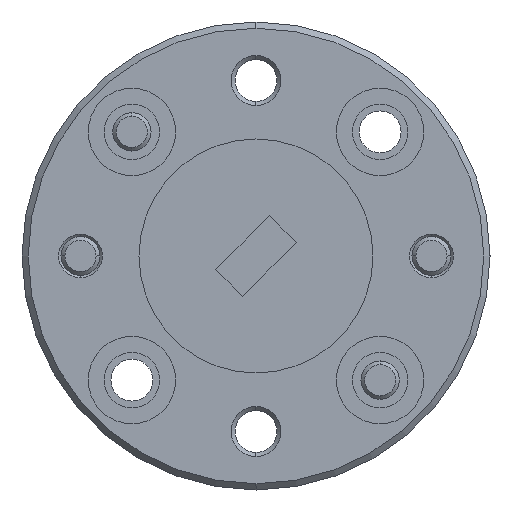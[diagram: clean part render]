
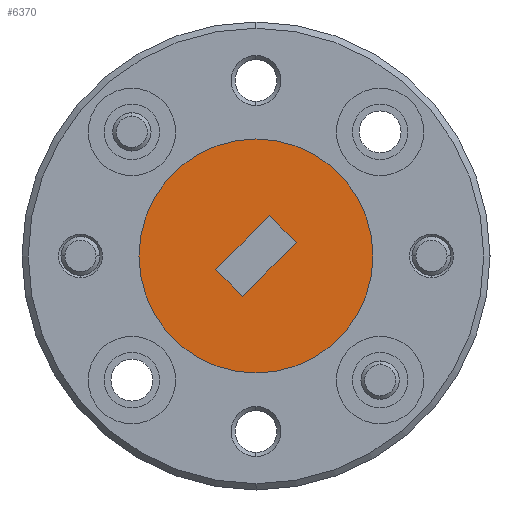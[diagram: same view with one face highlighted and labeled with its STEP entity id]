
A CAD part, left-side view. The second image highlights one B-rep face of the part: STEP entity #6370.
In plain terms, the highlighted planar face has unit normal (-1, 0, 0).
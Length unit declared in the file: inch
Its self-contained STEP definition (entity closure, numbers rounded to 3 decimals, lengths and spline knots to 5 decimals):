
#115 = CARTESIAN_POINT ( 'NONE',  ( 2.75, 0.02157, -0.0647 ) ) ;
#159 = EDGE_CURVE ( 'NONE', #2069, #6335, #6539, .T. ) ;
#262 = ORIENTED_EDGE ( 'NONE', *, *, #304, .T. ) ;
#304 = EDGE_CURVE ( 'NONE', #427, #3227, #1402, .T. ) ;
#314 = ORIENTED_EDGE ( 'NONE', *, *, #2058, .F. ) ;
#427 = VERTEX_POINT ( 'NONE', #4289 ) ;
#523 = DIRECTION ( 'NONE',  ( -1., 0., 0. ) ) ;
#639 = CIRCLE ( 'NONE', #6609, 0.1875 ) ;
#752 = EDGE_CURVE ( 'NONE', #1740, #2069, #4839, .T. ) ;
#773 = FACE_BOUND ( 'NONE', #6624, .T. ) ;
#1059 = DIRECTION ( 'NONE',  ( 0., -0.707, 0.707 ) ) ;
#1128 = CARTESIAN_POINT ( 'NONE',  ( 2.75, -0.0647, 0.02157 ) ) ;
#1181 = LINE ( 'NONE', #2401, #3871 ) ;
#1249 = CARTESIAN_POINT ( 'NONE',  ( 2.75, -0.02157, 0.0647 ) ) ;
#1402 = CIRCLE ( 'NONE', #5607, 0.1875 ) ;
#1446 = DIRECTION ( 'NONE',  ( 0., -0.707, -0.707 ) ) ;
#1637 = DIRECTION ( 'NONE',  ( 1., 0., 0. ) ) ;
#1650 = ORIENTED_EDGE ( 'NONE', *, *, #6776, .T. ) ;
#1740 = VERTEX_POINT ( 'NONE', #1249 ) ;
#1909 = ORIENTED_EDGE ( 'NONE', *, *, #752, .F. ) ;
#1981 = AXIS2_PLACEMENT_3D ( 'NONE', #3858, #1637, #5440 ) ;
#2058 = EDGE_CURVE ( 'NONE', #6335, #4264, #2871, .T. ) ;
#2069 = VERTEX_POINT ( 'NONE', #2692 ) ;
#2401 = CARTESIAN_POINT ( 'NONE',  ( 2.75, -0.02157, 0.0647 ) ) ;
#2692 = CARTESIAN_POINT ( 'NONE',  ( 2.75, 0.0647, -0.02157 ) ) ;
#2871 = LINE ( 'NONE', #5286, #4739 ) ;
#3113 = EDGE_CURVE ( 'NONE', #4264, #1740, #1181, .T. ) ;
#3227 = VERTEX_POINT ( 'NONE', #6329 ) ;
#3301 = PLANE ( 'NONE',  #1981 ) ;
#3404 = ORIENTED_EDGE ( 'NONE', *, *, #159, .F. ) ;
#3460 = DIRECTION ( 'NONE',  ( 0., 0.707, 0.707 ) ) ;
#3858 = CARTESIAN_POINT ( 'NONE',  ( 2.75, 0.1875, 0. ) ) ;
#3871 = VECTOR ( 'NONE', #3460, 39.37008 ) ;
#4084 = ORIENTED_EDGE ( 'NONE', *, *, #3113, .F. ) ;
#4106 = CARTESIAN_POINT ( 'NONE',  ( 2.75, -0.02157, 0.0647 ) ) ;
#4167 = CARTESIAN_POINT ( 'NONE',  ( 2.75, 0., 0. ) ) ;
#4264 = VERTEX_POINT ( 'NONE', #1128 ) ;
#4289 = CARTESIAN_POINT ( 'NONE',  ( 2.75, 0., -0.1875 ) ) ;
#4733 = DIRECTION ( 'NONE',  ( 0., 0., 1. ) ) ;
#4739 = VECTOR ( 'NONE', #1059, 39.37008 ) ;
#4771 = VECTOR ( 'NONE', #1446, 39.37008 ) ;
#4829 = CARTESIAN_POINT ( 'NONE',  ( 2.75, 0., 0. ) ) ;
#4839 = LINE ( 'NONE', #4106, #6766 ) ;
#5138 = DIRECTION ( 'NONE',  ( 0., 0.707, -0.707 ) ) ;
#5286 = CARTESIAN_POINT ( 'NONE',  ( 2.75, -0.0647, 0.02157 ) ) ;
#5440 = DIRECTION ( 'NONE',  ( 0., 0., 1. ) ) ;
#5535 = EDGE_LOOP ( 'NONE', ( #1650, #262 ) ) ;
#5607 = AXIS2_PLACEMENT_3D ( 'NONE', #4167, #6235, #4733 ) ;
#5815 = DIRECTION ( 'NONE',  ( 0., 0., 1. ) ) ;
#6161 = CARTESIAN_POINT ( 'NONE',  ( 2.75, 0.0647, -0.02157 ) ) ;
#6235 = DIRECTION ( 'NONE',  ( -1., 0., 0. ) ) ;
#6329 = CARTESIAN_POINT ( 'NONE',  ( 2.75, 0., 0.1875 ) ) ;
#6335 = VERTEX_POINT ( 'NONE', #115 ) ;
#6370 = ADVANCED_FACE ( 'NONE', ( #773, #6423 ), #3301, .F. ) ;
#6423 = FACE_OUTER_BOUND ( 'NONE', #5535, .T. ) ;
#6539 = LINE ( 'NONE', #6161, #4771 ) ;
#6609 = AXIS2_PLACEMENT_3D ( 'NONE', #4829, #523, #5815 ) ;
#6624 = EDGE_LOOP ( 'NONE', ( #4084, #314, #3404, #1909 ) ) ;
#6766 = VECTOR ( 'NONE', #5138, 39.37008 ) ;
#6776 = EDGE_CURVE ( 'NONE', #3227, #427, #639, .T. ) ;
